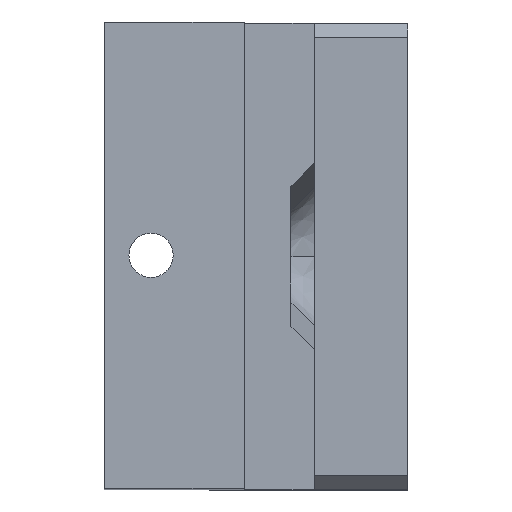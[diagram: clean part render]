
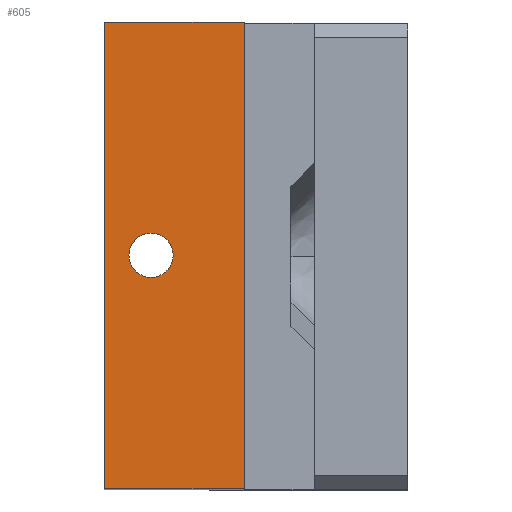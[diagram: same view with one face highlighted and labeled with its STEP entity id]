
A CAD part, top view. The second image highlights one B-rep face of the part: STEP entity #605.
In plain terms, the highlighted planar face has unit normal (0, 0, 1).
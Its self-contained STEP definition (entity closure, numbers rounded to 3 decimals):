
#11 = DIRECTION ( 'NONE',  ( -1., 0., 0. ) ) ;
#31 = VECTOR ( 'NONE', #171, 1000. ) ;
#80 = CARTESIAN_POINT ( 'NONE',  ( -3.05, 0., 28. ) ) ;
#93 = ORIENTED_EDGE ( 'NONE', *, *, #910, .F. ) ;
#100 = CARTESIAN_POINT ( 'NONE',  ( -4.95, 0., 28. ) ) ;
#114 = DIRECTION ( 'NONE',  ( 0., 0., 1. ) ) ;
#124 = DIRECTION ( 'NONE',  ( 0., -1., 0. ) ) ;
#167 = CARTESIAN_POINT ( 'NONE',  ( -6., 10., 28. ) ) ;
#171 = DIRECTION ( 'NONE',  ( 0., -1., 0. ) ) ;
#197 = AXIS2_PLACEMENT_3D ( 'NONE', #624, #114, #206 ) ;
#203 = VERTEX_POINT ( 'NONE', #746 ) ;
#206 = DIRECTION ( 'NONE',  ( 1., 0., 0. ) ) ;
#240 = CIRCLE ( 'NONE', #376, 0.95 ) ;
#319 = CARTESIAN_POINT ( 'NONE',  ( -6., 10., 28. ) ) ;
#344 = LINE ( 'NONE', #588, #31 ) ;
#376 = AXIS2_PLACEMENT_3D ( 'NONE', #1053, #822, #811 ) ;
#385 = EDGE_CURVE ( 'NONE', #629, #648, #839, .T. ) ;
#396 = ORIENTED_EDGE ( 'NONE', *, *, #713, .F. ) ;
#423 = DIRECTION ( 'NONE',  ( 0., 0., -1. ) ) ;
#426 = LINE ( 'NONE', #857, #967 ) ;
#463 = VECTOR ( 'NONE', #1049, 1000. ) ;
#493 = AXIS2_PLACEMENT_3D ( 'NONE', #909, #423, #11 ) ;
#537 = CARTESIAN_POINT ( 'NONE',  ( 0., -10., 28. ) ) ;
#566 = VERTEX_POINT ( 'NONE', #888 ) ;
#588 = CARTESIAN_POINT ( 'NONE',  ( 0., 10., 28. ) ) ;
#605 = ADVANCED_FACE ( 'NONE', ( #994, #655 ), #903, .F. ) ;
#616 = EDGE_LOOP ( 'NONE', ( #1038, #93 ) ) ;
#624 = CARTESIAN_POINT ( 'NONE',  ( -4., 0., 28. ) ) ;
#629 = VERTEX_POINT ( 'NONE', #80 ) ;
#648 = VERTEX_POINT ( 'NONE', #100 ) ;
#655 = FACE_OUTER_BOUND ( 'NONE', #784, .T. ) ;
#683 = VERTEX_POINT ( 'NONE', #167 ) ;
#692 = ORIENTED_EDGE ( 'NONE', *, *, #1044, .T. ) ;
#713 = EDGE_CURVE ( 'NONE', #566, #851, #344, .T. ) ;
#746 = CARTESIAN_POINT ( 'NONE',  ( -6., -10., 28. ) ) ;
#748 = DIRECTION ( 'NONE',  ( 1., 0., 0. ) ) ;
#756 = ORIENTED_EDGE ( 'NONE', *, *, #875, .F. ) ;
#767 = CARTESIAN_POINT ( 'NONE',  ( -6., 10., 28. ) ) ;
#784 = EDGE_LOOP ( 'NONE', ( #692, #396, #756, #881 ) ) ;
#793 = EDGE_CURVE ( 'NONE', #683, #203, #929, .T. ) ;
#811 = DIRECTION ( 'NONE',  ( 1., 0., 0. ) ) ;
#822 = DIRECTION ( 'NONE',  ( 0., 0., 1. ) ) ;
#839 = CIRCLE ( 'NONE', #197, 0.95 ) ;
#851 = VERTEX_POINT ( 'NONE', #537 ) ;
#857 = CARTESIAN_POINT ( 'NONE',  ( -6., -10., 28. ) ) ;
#875 = EDGE_CURVE ( 'NONE', #683, #566, #908, .T. ) ;
#881 = ORIENTED_EDGE ( 'NONE', *, *, #793, .T. ) ;
#884 = VECTOR ( 'NONE', #124, 1000. ) ;
#888 = CARTESIAN_POINT ( 'NONE',  ( 0., 10., 28. ) ) ;
#903 = PLANE ( 'NONE',  #493 ) ;
#908 = LINE ( 'NONE', #319, #463 ) ;
#909 = CARTESIAN_POINT ( 'NONE',  ( -6., 10., 28. ) ) ;
#910 = EDGE_CURVE ( 'NONE', #648, #629, #240, .T. ) ;
#929 = LINE ( 'NONE', #767, #884 ) ;
#967 = VECTOR ( 'NONE', #748, 1000. ) ;
#994 = FACE_BOUND ( 'NONE', #616, .T. ) ;
#1038 = ORIENTED_EDGE ( 'NONE', *, *, #385, .F. ) ;
#1044 = EDGE_CURVE ( 'NONE', #203, #851, #426, .T. ) ;
#1049 = DIRECTION ( 'NONE',  ( 1., 0., 0. ) ) ;
#1053 = CARTESIAN_POINT ( 'NONE',  ( -4., 0., 28. ) ) ;
